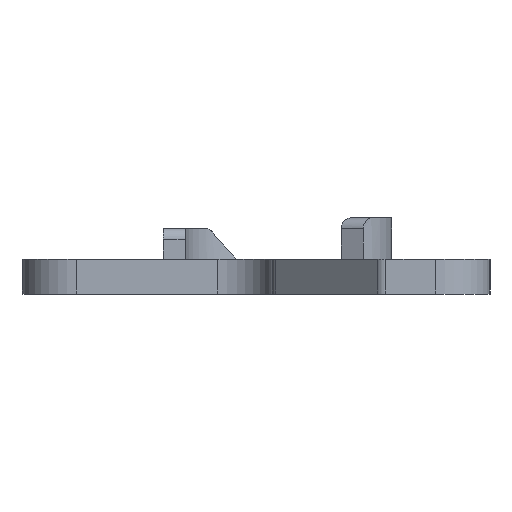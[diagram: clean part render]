
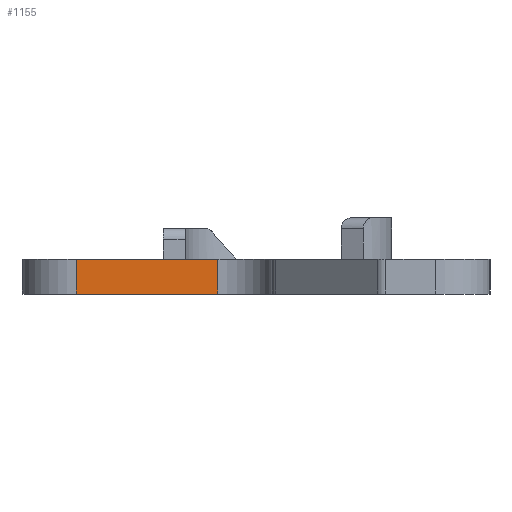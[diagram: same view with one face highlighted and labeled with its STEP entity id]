
A CAD part, left-side view. The second image highlights one B-rep face of the part: STEP entity #1155.
In plain terms, the highlighted planar face has unit normal (-1, 0, 0).
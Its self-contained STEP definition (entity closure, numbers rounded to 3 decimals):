
#39 = EDGE_CURVE ( 'NONE', #829, #1149, #1652, .T. ) ;
#323 = CARTESIAN_POINT ( 'NONE',  ( -34.5, 23., 3.2 ) ) ;
#336 = PLANE ( 'NONE',  #1018 ) ;
#337 = CARTESIAN_POINT ( 'NONE',  ( -34.5, 10., 3.2 ) ) ;
#338 = DIRECTION ( 'NONE',  ( 1., 0., 0. ) ) ;
#339 = DIRECTION ( 'NONE',  ( 0., 0., 1. ) ) ;
#493 = LINE ( 'NONE', #494, #1103 ) ;
#494 = CARTESIAN_POINT ( 'NONE',  ( -34.5, 10., 0. ) ) ;
#495 = DIRECTION ( 'NONE',  ( 0., 1., 0. ) ) ;
#574 = LINE ( 'NONE', #575, #1128 ) ;
#575 = CARTESIAN_POINT ( 'NONE',  ( -34.5, 23., 3.2 ) ) ;
#576 = DIRECTION ( 'NONE',  ( 0., 0., -1. ) ) ;
#605 = LINE ( 'NONE', #606, #1137 ) ;
#606 = CARTESIAN_POINT ( 'NONE',  ( -34.5, 10., 3.2 ) ) ;
#607 = DIRECTION ( 'NONE',  ( 0., 0., -1. ) ) ;
#766 = EDGE_LOOP ( 'NONE', ( #1359, #1360, #1350, #1358 ) ) ;
#808 = VERTEX_POINT ( 'NONE', #1859 ) ;
#816 = VERTEX_POINT ( 'NONE', #895 ) ;
#829 = VERTEX_POINT ( 'NONE', #868 ) ;
#868 = CARTESIAN_POINT ( 'NONE',  ( -34.5, 10., 3.2 ) ) ;
#895 = CARTESIAN_POINT ( 'NONE',  ( -34.5, 10., 0. ) ) ;
#1003 = FACE_OUTER_BOUND ( 'NONE', #766, .T. ) ;
#1018 = AXIS2_PLACEMENT_3D ( 'NONE', #337, #338, #339 ) ;
#1103 = VECTOR ( 'NONE', #495, 1000. ) ;
#1128 = VECTOR ( 'NONE', #576, 1000. ) ;
#1137 = VECTOR ( 'NONE', #607, 1000. ) ;
#1149 = VERTEX_POINT ( 'NONE', #323 ) ;
#1155 = ADVANCED_FACE ( 'NONE', ( #1003 ), #336, .F. ) ;
#1350 = ORIENTED_EDGE ( 'NONE', *, *, #39, .T. ) ;
#1358 = ORIENTED_EDGE ( 'NONE', *, *, #1920, .T. ) ;
#1359 = ORIENTED_EDGE ( 'NONE', *, *, #1407, .F. ) ;
#1360 = ORIENTED_EDGE ( 'NONE', *, *, #1930, .F. ) ;
#1407 = EDGE_CURVE ( 'NONE', #816, #808, #493, .T. ) ;
#1652 = LINE ( 'NONE', #1743, #1888 ) ;
#1689 = DIRECTION ( 'NONE',  ( 0., 1., 0. ) ) ;
#1743 = CARTESIAN_POINT ( 'NONE',  ( -34.5, 10., 3.2 ) ) ;
#1859 = CARTESIAN_POINT ( 'NONE',  ( -34.5, 23., 0. ) ) ;
#1888 = VECTOR ( 'NONE', #1689, 1000. ) ;
#1920 = EDGE_CURVE ( 'NONE', #1149, #808, #574, .T. ) ;
#1930 = EDGE_CURVE ( 'NONE', #829, #816, #605, .T. ) ;
